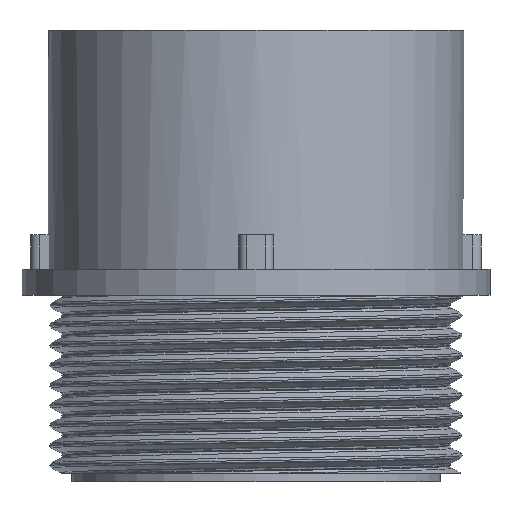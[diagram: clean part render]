
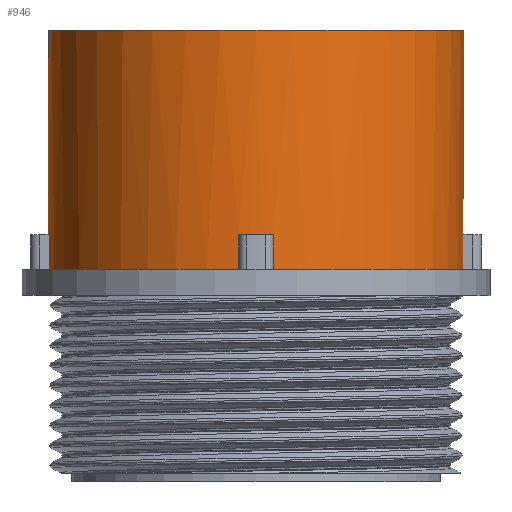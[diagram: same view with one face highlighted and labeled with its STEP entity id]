
A CAD part, front view. The second image highlights one B-rep face of the part: STEP entity #946.
In plain terms, the highlighted cylindrical face has radius 23.95 mm (diameter 47.9 mm), a full revolution.
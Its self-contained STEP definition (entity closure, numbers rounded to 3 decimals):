
#106=FACE_OUTER_BOUND('',#165,.T.);
#165=EDGE_LOOP('',(#845,#846,#847,#848,#849,#850,#851,#852,#853,#854,#855,
#856,#857,#858,#859,#860,#861,#862,#863,#864));
#182=CIRCLE('',#995,23.95);
#186=CIRCLE('',#999,23.95);
#190=CIRCLE('',#1003,23.95);
#194=CIRCLE('',#1007,23.95);
#196=CIRCLE('',#1012,23.95);
#200=CIRCLE('',#1017,23.95);
#204=CIRCLE('',#1021,23.95);
#205=CIRCLE('',#1023,23.95);
#212=CIRCLE('',#1051,23.95);
#214=CIRCLE('',#1055,23.95);
#282=LINE('',#6372,#337);
#283=LINE('',#6375,#338);
#290=LINE('',#6394,#345);
#291=LINE('',#6396,#346);
#296=LINE('',#6405,#351);
#297=LINE('',#6407,#352);
#302=LINE('',#6416,#357);
#303=LINE('',#6418,#358);
#305=LINE('',#6428,#360);
#337=VECTOR('',#1230,10.);
#338=VECTOR('',#1233,10.);
#345=VECTOR('',#1254,10.);
#346=VECTOR('',#1257,10.);
#351=VECTOR('',#1270,10.);
#352=VECTOR('',#1273,10.);
#357=VECTOR('',#1286,10.);
#358=VECTOR('',#1289,10.);
#360=VECTOR('',#1303,23.95);
#402=VERTEX_POINT('',#6271);
#406=VERTEX_POINT('',#6279);
#407=VERTEX_POINT('',#6281);
#412=VERTEX_POINT('',#6291);
#413=VERTEX_POINT('',#6293);
#418=VERTEX_POINT('',#6303);
#419=VERTEX_POINT('',#6305);
#424=VERTEX_POINT('',#6315);
#426=VERTEX_POINT('',#6324);
#427=VERTEX_POINT('',#6325);
#432=VERTEX_POINT('',#6337);
#433=VERTEX_POINT('',#6338);
#438=VERTEX_POINT('',#6348);
#439=VERTEX_POINT('',#6352);
#440=VERTEX_POINT('',#6353);
#445=VERTEX_POINT('',#6374);
#450=VERTEX_POINT('',#6392);
#452=VERTEX_POINT('',#6426);
#517=EDGE_CURVE('',#407,#406,#182,.T.);
#523=EDGE_CURVE('',#413,#412,#186,.T.);
#529=EDGE_CURVE('',#419,#418,#190,.T.);
#535=EDGE_CURVE('',#402,#424,#194,.T.);
#538=EDGE_CURVE('',#426,#427,#196,.T.);
#544=EDGE_CURVE('',#432,#433,#200,.T.);
#550=EDGE_CURVE('',#433,#438,#204,.T.);
#551=EDGE_CURVE('',#439,#440,#205,.T.);
#561=EDGE_CURVE('',#412,#439,#282,.T.);
#562=EDGE_CURVE('',#445,#413,#283,.T.);
#572=EDGE_CURVE('',#418,#450,#290,.T.);
#573=EDGE_CURVE('',#438,#419,#291,.T.);
#578=EDGE_CURVE('',#424,#432,#296,.T.);
#579=EDGE_CURVE('',#427,#402,#297,.T.);
#584=EDGE_CURVE('',#406,#426,#302,.T.);
#585=EDGE_CURVE('',#440,#407,#303,.T.);
#586=EDGE_CURVE('',#450,#445,#212,.T.);
#589=EDGE_CURVE('',#452,#452,#214,.T.);
#590=EDGE_CURVE('',#452,#433,#305,.T.);
#845=ORIENTED_EDGE('',*,*,#589,.F.);
#846=ORIENTED_EDGE('',*,*,#590,.T.);
#847=ORIENTED_EDGE('',*,*,#550,.T.);
#848=ORIENTED_EDGE('',*,*,#573,.T.);
#849=ORIENTED_EDGE('',*,*,#529,.T.);
#850=ORIENTED_EDGE('',*,*,#572,.T.);
#851=ORIENTED_EDGE('',*,*,#586,.T.);
#852=ORIENTED_EDGE('',*,*,#562,.T.);
#853=ORIENTED_EDGE('',*,*,#523,.T.);
#854=ORIENTED_EDGE('',*,*,#561,.T.);
#855=ORIENTED_EDGE('',*,*,#551,.T.);
#856=ORIENTED_EDGE('',*,*,#585,.T.);
#857=ORIENTED_EDGE('',*,*,#517,.T.);
#858=ORIENTED_EDGE('',*,*,#584,.T.);
#859=ORIENTED_EDGE('',*,*,#538,.T.);
#860=ORIENTED_EDGE('',*,*,#579,.T.);
#861=ORIENTED_EDGE('',*,*,#535,.T.);
#862=ORIENTED_EDGE('',*,*,#578,.T.);
#863=ORIENTED_EDGE('',*,*,#544,.T.);
#864=ORIENTED_EDGE('',*,*,#590,.F.);
#894=CYLINDRICAL_SURFACE('',#1054,23.95);
#946=ADVANCED_FACE('',(#106),#894,.T.);
#995=AXIS2_PLACEMENT_3D('',#6282,#1141,#1142);
#999=AXIS2_PLACEMENT_3D('',#6294,#1151,#1152);
#1003=AXIS2_PLACEMENT_3D('',#6306,#1161,#1162);
#1007=AXIS2_PLACEMENT_3D('',#6317,#1171,#1172);
#1012=AXIS2_PLACEMENT_3D('',#6326,#1182,#1183);
#1017=AXIS2_PLACEMENT_3D('',#6339,#1194,#1195);
#1021=AXIS2_PLACEMENT_3D('',#6350,#1204,#1205);
#1023=AXIS2_PLACEMENT_3D('',#6354,#1208,#1209);
#1051=AXIS2_PLACEMENT_3D('',#6420,#1292,#1293);
#1054=AXIS2_PLACEMENT_3D('',#6425,#1299,#1300);
#1055=AXIS2_PLACEMENT_3D('',#6427,#1301,#1302);
#1141=DIRECTION('center_axis',(0.,0.,1.));
#1142=DIRECTION('ref_axis',(1.,0.,0.));
#1151=DIRECTION('center_axis',(0.,0.,1.));
#1152=DIRECTION('ref_axis',(1.,0.,0.));
#1161=DIRECTION('center_axis',(0.,0.,1.));
#1162=DIRECTION('ref_axis',(1.,0.,0.));
#1171=DIRECTION('center_axis',(0.,0.,1.));
#1172=DIRECTION('ref_axis',(1.,0.,0.));
#1182=DIRECTION('center_axis',(0.,0.,1.));
#1183=DIRECTION('ref_axis',(1.,0.,0.));
#1194=DIRECTION('center_axis',(0.,0.,1.));
#1195=DIRECTION('ref_axis',(1.,0.,0.));
#1204=DIRECTION('center_axis',(0.,0.,1.));
#1205=DIRECTION('ref_axis',(1.,0.,0.));
#1208=DIRECTION('center_axis',(0.,0.,1.));
#1209=DIRECTION('ref_axis',(1.,0.,0.));
#1230=DIRECTION('',(0.,0.,1.));
#1233=DIRECTION('',(0.,0.,-1.));
#1254=DIRECTION('',(0.,0.,1.));
#1257=DIRECTION('',(0.,0.,-1.));
#1270=DIRECTION('',(0.,0.,1.));
#1273=DIRECTION('',(0.,0.,-1.));
#1286=DIRECTION('',(0.,0.,1.));
#1289=DIRECTION('',(0.,0.,-1.));
#1292=DIRECTION('center_axis',(0.,0.,1.));
#1293=DIRECTION('ref_axis',(1.,0.,0.));
#1299=DIRECTION('center_axis',(0.,0.,1.));
#1300=DIRECTION('ref_axis',(1.,0.,0.));
#1301=DIRECTION('center_axis',(0.,0.,1.));
#1302=DIRECTION('ref_axis',(1.,0.,0.));
#1303=DIRECTION('',(0.,0.,-1.));
#6271=CARTESIAN_POINT('',(-2.,23.866,0.));
#6279=CARTESIAN_POINT('',(2.,23.866,0.));
#6281=CARTESIAN_POINT('',(23.866,2.,0.));
#6282=CARTESIAN_POINT('Origin',(0.,0.,0.));
#6291=CARTESIAN_POINT('',(23.866,-2.,0.));
#6293=CARTESIAN_POINT('',(2.,-23.866,0.));
#6294=CARTESIAN_POINT('Origin',(0.,0.,0.));
#6303=CARTESIAN_POINT('',(-2.,-23.866,0.));
#6305=CARTESIAN_POINT('',(-23.866,-2.,0.));
#6306=CARTESIAN_POINT('Origin',(0.,0.,0.));
#6315=CARTESIAN_POINT('',(-23.866,2.,0.));
#6317=CARTESIAN_POINT('Origin',(0.,0.,0.));
#6324=CARTESIAN_POINT('',(2.,23.866,4.));
#6325=CARTESIAN_POINT('',(-2.,23.866,4.));
#6326=CARTESIAN_POINT('Origin',(0.,0.,4.));
#6337=CARTESIAN_POINT('',(-23.866,2.,4.));
#6338=CARTESIAN_POINT('',(-23.95,0.,4.));
#6339=CARTESIAN_POINT('Origin',(0.,0.,4.));
#6348=CARTESIAN_POINT('',(-23.866,-2.,4.));
#6350=CARTESIAN_POINT('Origin',(0.,0.,4.));
#6352=CARTESIAN_POINT('',(23.866,-2.,4.));
#6353=CARTESIAN_POINT('',(23.866,2.,4.));
#6354=CARTESIAN_POINT('Origin',(0.,0.,4.));
#6372=CARTESIAN_POINT('',(23.866,-2.,0.));
#6374=CARTESIAN_POINT('',(2.,-23.866,4.));
#6375=CARTESIAN_POINT('',(2.,-23.866,0.));
#6392=CARTESIAN_POINT('',(-2.,-23.866,4.));
#6394=CARTESIAN_POINT('',(-2.,-23.866,0.));
#6396=CARTESIAN_POINT('',(-23.866,-2.,0.));
#6405=CARTESIAN_POINT('',(-23.866,2.,0.));
#6407=CARTESIAN_POINT('',(-2.,23.866,0.));
#6416=CARTESIAN_POINT('',(2.,23.866,0.));
#6418=CARTESIAN_POINT('',(23.866,2.,0.));
#6420=CARTESIAN_POINT('Origin',(0.,0.,4.));
#6425=CARTESIAN_POINT('Origin',(0.,0.,0.));
#6426=CARTESIAN_POINT('',(-23.95,0.,27.6));
#6427=CARTESIAN_POINT('Origin',(0.,0.,27.6));
#6428=CARTESIAN_POINT('',(-23.95,0.,0.));
